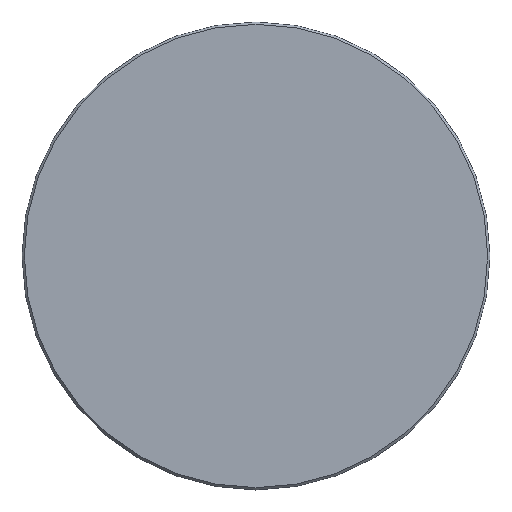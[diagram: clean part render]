
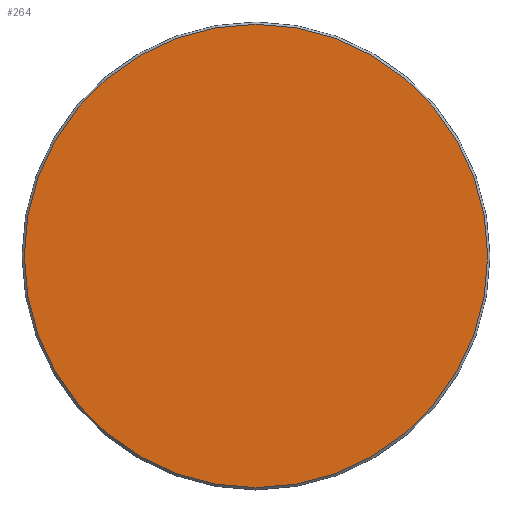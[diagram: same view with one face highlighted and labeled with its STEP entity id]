
A CAD part, top view. The second image highlights one B-rep face of the part: STEP entity #264.
In plain terms, the highlighted planar face has unit normal (0, 0, 1).
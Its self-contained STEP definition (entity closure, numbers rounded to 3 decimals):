
#8 = DIRECTION ( 'NONE',  ( -1., 0., 0. ) ) ;
#11 = CARTESIAN_POINT ( 'NONE',  ( 0., 0., 0. ) ) ;
#28 = CIRCLE ( 'NONE', #205, 25.15 ) ;
#47 = DIRECTION ( 'NONE',  ( 0., 0., 1. ) ) ;
#49 = CARTESIAN_POINT ( 'NONE',  ( -25.15, 0., 0. ) ) ;
#52 = PLANE ( 'NONE',  #117 ) ;
#82 = VERTEX_POINT ( 'NONE', #49 ) ;
#90 = CARTESIAN_POINT ( 'NONE',  ( 0., 0., 0. ) ) ;
#95 = EDGE_CURVE ( 'NONE', #190, #82, #28, .T. ) ;
#100 = AXIS2_PLACEMENT_3D ( 'NONE', #90, #47, #204 ) ;
#108 = FACE_OUTER_BOUND ( 'NONE', #179, .T. ) ;
#116 = CIRCLE ( 'NONE', #100, 25.15 ) ;
#117 = AXIS2_PLACEMENT_3D ( 'NONE', #11, #251, #211 ) ;
#123 = EDGE_CURVE ( 'NONE', #82, #190, #116, .T. ) ;
#125 = ORIENTED_EDGE ( 'NONE', *, *, #123, .T. ) ;
#129 = DIRECTION ( 'NONE',  ( 0., 0., 1. ) ) ;
#135 = CARTESIAN_POINT ( 'NONE',  ( 0., 0., 0. ) ) ;
#179 = EDGE_LOOP ( 'NONE', ( #125, #217 ) ) ;
#190 = VERTEX_POINT ( 'NONE', #207 ) ;
#204 = DIRECTION ( 'NONE',  ( -1., 0., 0. ) ) ;
#205 = AXIS2_PLACEMENT_3D ( 'NONE', #135, #129, #8 ) ;
#207 = CARTESIAN_POINT ( 'NONE',  ( 25.15, 0., 0. ) ) ;
#211 = DIRECTION ( 'NONE',  ( -1., 0., 0. ) ) ;
#217 = ORIENTED_EDGE ( 'NONE', *, *, #95, .T. ) ;
#251 = DIRECTION ( 'NONE',  ( 0., 0., -1. ) ) ;
#264 = ADVANCED_FACE ( 'NONE', ( #108 ), #52, .F. ) ;
